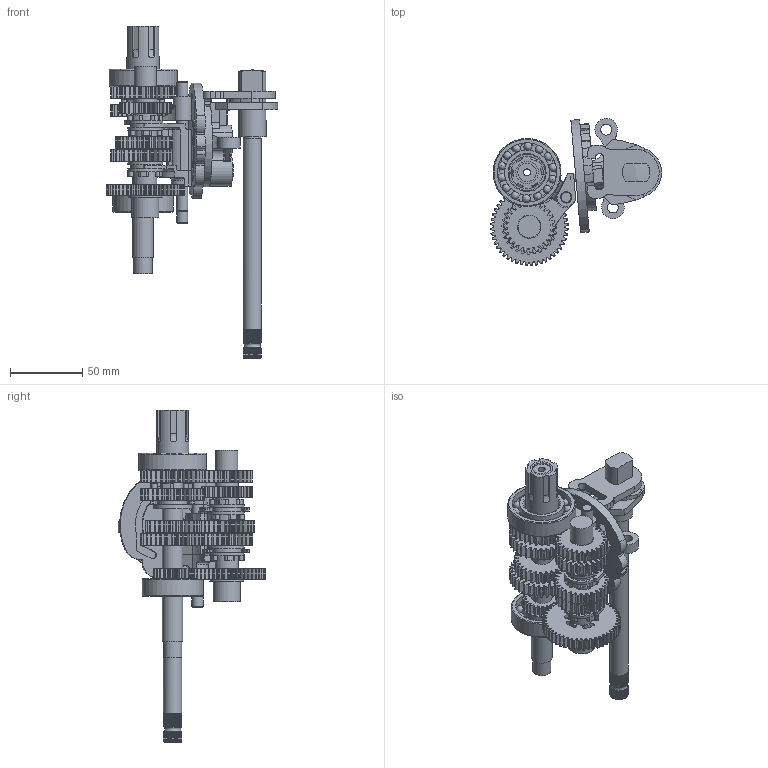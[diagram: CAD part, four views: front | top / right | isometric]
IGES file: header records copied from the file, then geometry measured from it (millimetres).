
Global section: file name: No Iges File Name specified; native system: Autodesk Inventor 2012; preprocessor: AutoDesk Inventor Iges Exporter R2012; author: Mark; date: 20120423.123903; units: millimetre
Bounding box: 118.09 x 101.6 x 229.16 mm (x, y, z)
Volume: 264320.8 mm3; surface area: 152654.3 mm2
Topology: 91 solids, 91 shells, 2627 faces, 7230 edges, 4777 vertices
Faces by surface type: cylinder 1518, plane 580, revolution 332, torus 104, cone 52, sphere 27, bspline 14
Full cylindrical faces by diameter (mm): 5.1 x3, 7 x1, 7.77 x2, 11.08 x1, 11.1 x1, 12.04 x1, 12.6 x1, 12.65 x1, 12.7 x1, 14.287 x1, 15.45 x2, 15.5 x2, 16 x1, 18.71 x1, 19 x1, 20 x2, 20.288 x1, 22.22 x1, 23.31 x1, 24 x4, 26.05 x2, 26.288 x1, 31.05 x2, 42 x1, 47 x1
